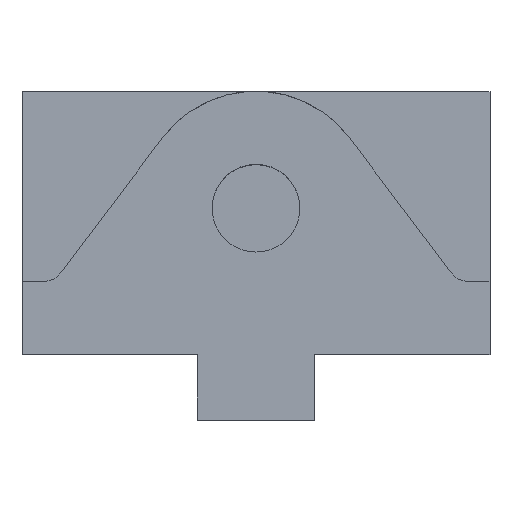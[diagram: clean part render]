
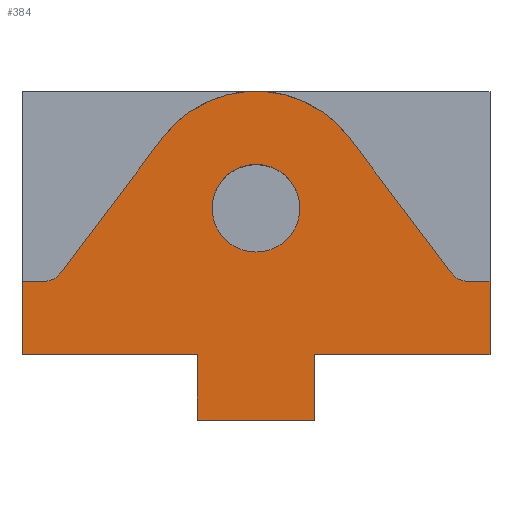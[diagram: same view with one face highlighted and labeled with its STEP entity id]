
A CAD part, top view. The second image highlights one B-rep face of the part: STEP entity #384.
In plain terms, the highlighted planar face has unit normal (0, 0, 1).
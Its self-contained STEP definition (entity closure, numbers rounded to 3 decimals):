
#18 = ORIENTED_EDGE ( 'NONE', *, *, #973, .T. ) ;
#26 = EDGE_CURVE ( 'NONE', #115, #128, #1184, .T. ) ;
#40 = VECTOR ( 'NONE', #883, 1000. ) ;
#41 = EDGE_CURVE ( 'NONE', #547, #194, #731, .T. ) ;
#57 = AXIS2_PLACEMENT_3D ( 'NONE', #261, #621, #460 ) ;
#58 = CARTESIAN_POINT ( 'NONE',  ( 32., 0., 22. ) ) ;
#65 = CARTESIAN_POINT ( 'NONE',  ( 29.065, 10., 22. ) ) ;
#69 = VECTOR ( 'NONE', #492, 1000. ) ;
#79 = CARTESIAN_POINT ( 'NONE',  ( 8., -9., 22. ) ) ;
#85 = CARTESIAN_POINT ( 'NONE',  ( 8., 0., 22. ) ) ;
#100 = CIRCLE ( 'NONE', #1102, 16. ) ;
#115 = VERTEX_POINT ( 'NONE', #792 ) ;
#116 = VERTEX_POINT ( 'NONE', #1187 ) ;
#123 = CIRCLE ( 'NONE', #463, 3. ) ;
#128 = VERTEX_POINT ( 'NONE', #1068 ) ;
#138 = CARTESIAN_POINT ( 'NONE',  ( -32., 0., 22. ) ) ;
#144 = VERTEX_POINT ( 'NONE', #445 ) ;
#157 = ORIENTED_EDGE ( 'NONE', *, *, #26, .T. ) ;
#164 = LINE ( 'NONE', #807, #929 ) ;
#169 = EDGE_CURVE ( 'NONE', #116, #743, #899, .T. ) ;
#177 = DIRECTION ( 'NONE',  ( 1., 0., 0. ) ) ;
#185 = CARTESIAN_POINT ( 'NONE',  ( -6., 20., 22. ) ) ;
#194 = VERTEX_POINT ( 'NONE', #627 ) ;
#196 = ORIENTED_EDGE ( 'NONE', *, *, #169, .T. ) ;
#201 = EDGE_CURVE ( 'NONE', #567, #406, #893, .T. ) ;
#203 = VECTOR ( 'NONE', #427, 1000. ) ;
#207 = DIRECTION ( 'NONE',  ( 0., 1., 0. ) ) ;
#208 = CIRCLE ( 'NONE', #452, 6. ) ;
#225 = CARTESIAN_POINT ( 'NONE',  ( 6., 20., 22. ) ) ;
#236 = EDGE_CURVE ( 'NONE', #1028, #781, #982, .T. ) ;
#258 = DIRECTION ( 'NONE',  ( 0., 0., 1. ) ) ;
#261 = CARTESIAN_POINT ( 'NONE',  ( 0., 20., 22. ) ) ;
#273 = EDGE_CURVE ( 'NONE', #144, #115, #100, .T. ) ;
#282 = CARTESIAN_POINT ( 'NONE',  ( 0., 20., 22. ) ) ;
#285 = ORIENTED_EDGE ( 'NONE', *, *, #326, .T. ) ;
#311 = ORIENTED_EDGE ( 'NONE', *, *, #434, .F. ) ;
#326 = EDGE_CURVE ( 'NONE', #194, #465, #652, .T. ) ;
#335 = DIRECTION ( 'NONE',  ( 0., -1., 0. ) ) ;
#342 = CARTESIAN_POINT ( 'NONE',  ( 0., 20., 22. ) ) ;
#361 = CARTESIAN_POINT ( 'NONE',  ( -32., 10., 22. ) ) ;
#384 = ADVANCED_FACE ( 'NONE', ( #1092, #625 ), #1098, .T. ) ;
#387 = EDGE_LOOP ( 'NONE', ( #1069, #475, #196, #1044, #610, #285, #541, #1008, #489, #157, #1190, #1014, #18, #936 ) ) ;
#406 = VERTEX_POINT ( 'NONE', #361 ) ;
#408 = AXIS2_PLACEMENT_3D ( 'NONE', #1043, #415, #582 ) ;
#410 = CARTESIAN_POINT ( 'NONE',  ( 26.67, 11.195, 22. ) ) ;
#415 = DIRECTION ( 'NONE',  ( 0., 0., -1. ) ) ;
#427 = DIRECTION ( 'NONE',  ( 0., 1., 0. ) ) ;
#430 = DIRECTION ( 'NONE',  ( 0., 0., -1. ) ) ;
#434 = EDGE_CURVE ( 'NONE', #781, #1028, #208, .T. ) ;
#445 = CARTESIAN_POINT ( 'NONE',  ( 12.778, 29.629, 22. ) ) ;
#448 = DIRECTION ( 'NONE',  ( 1., 0., 0. ) ) ;
#452 = AXIS2_PLACEMENT_3D ( 'NONE', #1185, #258, #891 ) ;
#453 = ORIENTED_EDGE ( 'NONE', *, *, #236, .F. ) ;
#460 = DIRECTION ( 'NONE',  ( 1., 0., 0. ) ) ;
#463 = AXIS2_PLACEMENT_3D ( 'NONE', #697, #430, #600 ) ;
#465 = VERTEX_POINT ( 'NONE', #65 ) ;
#468 = DIRECTION ( 'NONE',  ( 1., 0., 0. ) ) ;
#475 = ORIENTED_EDGE ( 'NONE', *, *, #862, .T. ) ;
#476 = CARTESIAN_POINT ( 'NONE',  ( -8., -9., 22. ) ) ;
#489 = ORIENTED_EDGE ( 'NONE', *, *, #273, .T. ) ;
#492 = DIRECTION ( 'NONE',  ( 0., -1., 0. ) ) ;
#502 = CARTESIAN_POINT ( 'NONE',  ( -8., -9., 22. ) ) ;
#510 = CARTESIAN_POINT ( 'NONE',  ( -29.065, 10., 22. ) ) ;
#526 = VECTOR ( 'NONE', #177, 1000. ) ;
#541 = ORIENTED_EDGE ( 'NONE', *, *, #902, .T. ) ;
#542 = EDGE_CURVE ( 'NONE', #943, #144, #672, .T. ) ;
#547 = VERTEX_POINT ( 'NONE', #58 ) ;
#559 = VECTOR ( 'NONE', #335, 1000. ) ;
#562 = CARTESIAN_POINT ( 'NONE',  ( -32., 0., 22. ) ) ;
#567 = VERTEX_POINT ( 'NONE', #510 ) ;
#582 = DIRECTION ( 'NONE',  ( 1., 0., 0. ) ) ;
#594 = CARTESIAN_POINT ( 'NONE',  ( -32., 10., 22. ) ) ;
#600 = DIRECTION ( 'NONE',  ( 1., 0., 0. ) ) ;
#610 = ORIENTED_EDGE ( 'NONE', *, *, #41, .T. ) ;
#617 = DIRECTION ( 'NONE',  ( 1., 0., 0. ) ) ;
#621 = DIRECTION ( 'NONE',  ( 0., 0., 1. ) ) ;
#625 = FACE_OUTER_BOUND ( 'NONE', #387, .T. ) ;
#627 = CARTESIAN_POINT ( 'NONE',  ( 32., 10., 22. ) ) ;
#652 = LINE ( 'NONE', #1025, #887 ) ;
#668 = VECTOR ( 'NONE', #207, 1000. ) ;
#672 = LINE ( 'NONE', #790, #1033 ) ;
#697 = CARTESIAN_POINT ( 'NONE',  ( 29.065, 13., 22. ) ) ;
#709 = CARTESIAN_POINT ( 'NONE',  ( -8., 0., 22. ) ) ;
#717 = DIRECTION ( 'NONE',  ( 0., 0., 1. ) ) ;
#720 = CARTESIAN_POINT ( 'NONE',  ( -12.778, 29.629, 22. ) ) ;
#731 = LINE ( 'NONE', #1032, #668 ) ;
#743 = VERTEX_POINT ( 'NONE', #85 ) ;
#781 = VERTEX_POINT ( 'NONE', #185 ) ;
#790 = CARTESIAN_POINT ( 'NONE',  ( 27.57, 10., 22. ) ) ;
#792 = CARTESIAN_POINT ( 'NONE',  ( -12.778, 29.629, 22. ) ) ;
#807 = CARTESIAN_POINT ( 'NONE',  ( 8., 0., 22. ) ) ;
#821 = DIRECTION ( 'NONE',  ( 0., 0., 1. ) ) ;
#827 = VECTOR ( 'NONE', #1194, 1000. ) ;
#855 = VERTEX_POINT ( 'NONE', #562 ) ;
#862 = EDGE_CURVE ( 'NONE', #1021, #116, #1006, .T. ) ;
#865 = CARTESIAN_POINT ( 'NONE',  ( -8., 0., 22. ) ) ;
#883 = DIRECTION ( 'NONE',  ( 1., 0., 0. ) ) ;
#887 = VECTOR ( 'NONE', #934, 1000. ) ;
#891 = DIRECTION ( 'NONE',  ( 1., 0., 0. ) ) ;
#893 = LINE ( 'NONE', #1173, #992 ) ;
#899 = LINE ( 'NONE', #79, #203 ) ;
#900 = EDGE_CURVE ( 'NONE', #1083, #1021, #978, .T. ) ;
#902 = EDGE_CURVE ( 'NONE', #465, #943, #123, .T. ) ;
#912 = EDGE_CURVE ( 'NONE', #128, #567, #1144, .T. ) ;
#929 = VECTOR ( 'NONE', #617, 1000. ) ;
#934 = DIRECTION ( 'NONE',  ( -1., 0., 0. ) ) ;
#936 = ORIENTED_EDGE ( 'NONE', *, *, #1004, .T. ) ;
#943 = VERTEX_POINT ( 'NONE', #410 ) ;
#944 = AXIS2_PLACEMENT_3D ( 'NONE', #342, #717, #448 ) ;
#961 = EDGE_LOOP ( 'NONE', ( #453, #311 ) ) ;
#966 = LINE ( 'NONE', #138, #40 ) ;
#973 = EDGE_CURVE ( 'NONE', #406, #855, #1169, .T. ) ;
#978 = LINE ( 'NONE', #865, #69 ) ;
#982 = CIRCLE ( 'NONE', #57, 6. ) ;
#990 = DIRECTION ( 'NONE',  ( -1., 0., 0. ) ) ;
#992 = VECTOR ( 'NONE', #990, 1000. ) ;
#1004 = EDGE_CURVE ( 'NONE', #855, #1083, #966, .T. ) ;
#1006 = LINE ( 'NONE', #476, #526 ) ;
#1008 = ORIENTED_EDGE ( 'NONE', *, *, #542, .T. ) ;
#1014 = ORIENTED_EDGE ( 'NONE', *, *, #201, .T. ) ;
#1021 = VERTEX_POINT ( 'NONE', #502 ) ;
#1025 = CARTESIAN_POINT ( 'NONE',  ( 32., 10., 22. ) ) ;
#1028 = VERTEX_POINT ( 'NONE', #225 ) ;
#1032 = CARTESIAN_POINT ( 'NONE',  ( 32., 0., 22. ) ) ;
#1033 = VECTOR ( 'NONE', #1045, 1000. ) ;
#1043 = CARTESIAN_POINT ( 'NONE',  ( -29.065, 13., 22. ) ) ;
#1044 = ORIENTED_EDGE ( 'NONE', *, *, #1053, .T. ) ;
#1045 = DIRECTION ( 'NONE',  ( -0.602, 0.799, 0. ) ) ;
#1053 = EDGE_CURVE ( 'NONE', #743, #547, #164, .T. ) ;
#1068 = CARTESIAN_POINT ( 'NONE',  ( -26.67, 11.195, 22. ) ) ;
#1069 = ORIENTED_EDGE ( 'NONE', *, *, #900, .T. ) ;
#1083 = VERTEX_POINT ( 'NONE', #709 ) ;
#1092 = FACE_BOUND ( 'NONE', #961, .T. ) ;
#1098 = PLANE ( 'NONE',  #944 ) ;
#1102 = AXIS2_PLACEMENT_3D ( 'NONE', #282, #821, #468 ) ;
#1144 = CIRCLE ( 'NONE', #408, 3. ) ;
#1169 = LINE ( 'NONE', #594, #559 ) ;
#1173 = CARTESIAN_POINT ( 'NONE',  ( -27.57, 10., 22. ) ) ;
#1184 = LINE ( 'NONE', #720, #827 ) ;
#1185 = CARTESIAN_POINT ( 'NONE',  ( 0., 20., 22. ) ) ;
#1187 = CARTESIAN_POINT ( 'NONE',  ( 8., -9., 22. ) ) ;
#1190 = ORIENTED_EDGE ( 'NONE', *, *, #912, .T. ) ;
#1194 = DIRECTION ( 'NONE',  ( -0.602, -0.799, 0. ) ) ;
